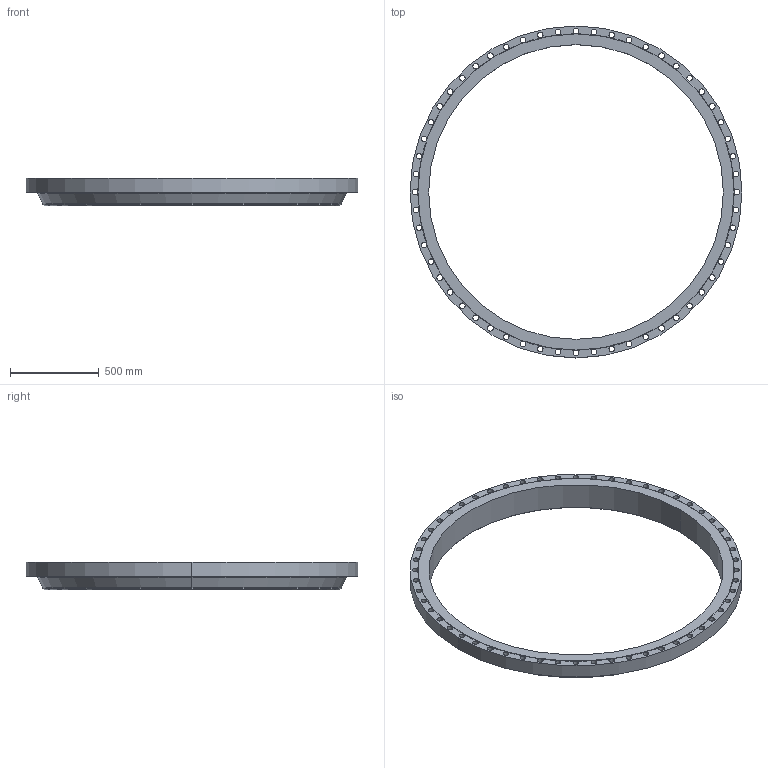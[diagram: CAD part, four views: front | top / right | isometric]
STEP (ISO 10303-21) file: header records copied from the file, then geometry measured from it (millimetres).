
FILE_DESCRIPTION (( 'STEP AP203' ), '1' );
FILE_NAME ('66_CL175_B161_RF_WNF_OB_STD.STEP', '2024-01-18T11:02:53', ( '' ), ( '' ), 'SwSTEP 2.0', 'SolidWorks 2023', '' );
FILE_SCHEMA (( 'CONFIG_CONTROL_DESIGN' ));
Length unit declared in the file: inch
Products named in the file (1): 66_CL175_B161_RF_WNF_OB_STD
Bounding box: 1866.9 x 1866.9 x 157.16 mm (x, y, z)
Volume: 52143585.1 mm3; surface area: 3054768.6 mm2
Topology: 1 solids, 1 shells, 130 faces, 480 edges, 298 vertices
Faces by surface type: cylinder 120, cone 4, plane 4, torus 2
Entity records: 5559 total; most frequent: DIRECTION 1098, ORIENTED_EDGE 960, CARTESIAN_POINT 909, AXIS2_PLACEMENT_3D 487, EDGE_CURVE 480, CIRCLE 356, VERTEX_POINT 298, EDGE_LOOP 190
